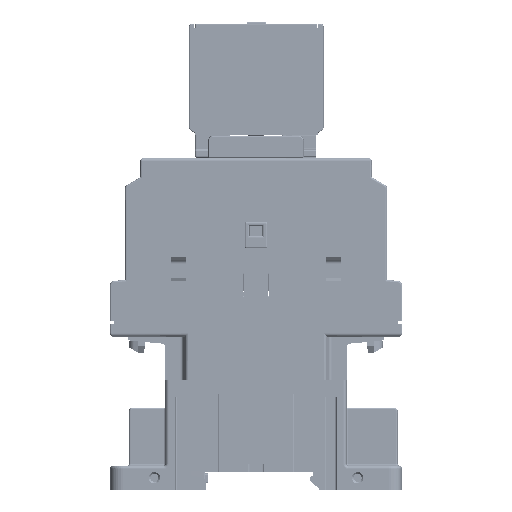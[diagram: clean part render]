
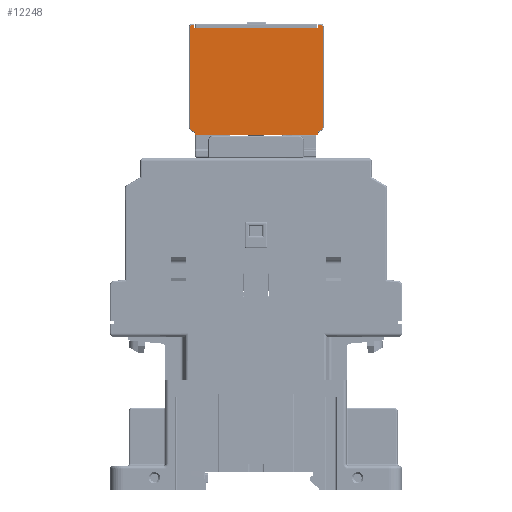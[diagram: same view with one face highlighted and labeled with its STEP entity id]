
A CAD part, left-side view. The second image highlights one B-rep face of the part: STEP entity #12248.
In plain terms, the highlighted planar face has unit normal (-1, 0, 0).
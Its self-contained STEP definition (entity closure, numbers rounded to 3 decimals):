
#5398=PLANE('',#138781);
#12248=ADVANCED_FACE('',(#19328),#5398,.F.);
#19328=FACE_OUTER_BOUND('',#25418,.T.);
#25418=EDGE_LOOP('',(#82784,#82785,#82786,#82787,#82788,#82789,#82790,#82791,
#82792,#82793,#82794,#82795,#82796,#82797,#82798,#82799));
#39334=LINE('',#222896,#53755);
#39335=LINE('',#222899,#53756);
#39336=LINE('',#222901,#53757);
#39337=LINE('',#222903,#53758);
#39338=LINE('',#222905,#53759);
#39339=LINE('',#222909,#53760);
#39340=LINE('',#222913,#53761);
#39341=LINE('',#222915,#53762);
#39342=LINE('',#222917,#53763);
#39343=LINE('',#222919,#53764);
#39344=LINE('',#222921,#53765);
#39345=LINE('',#222925,#53766);
#53755=VECTOR('',#170457,1.);
#53756=VECTOR('',#170458,1.);
#53757=VECTOR('',#170459,1.);
#53758=VECTOR('',#170460,1.);
#53759=VECTOR('',#170461,1.);
#53760=VECTOR('',#170464,1.);
#53761=VECTOR('',#170467,1.);
#53762=VECTOR('',#170468,1.);
#53763=VECTOR('',#170469,1.);
#53764=VECTOR('',#170470,1.);
#53765=VECTOR('',#170471,1.);
#53766=VECTOR('',#170474,1.);
#82784=ORIENTED_EDGE('',*,*,#122067,.F.);
#82785=ORIENTED_EDGE('',*,*,#122068,.F.);
#82786=ORIENTED_EDGE('',*,*,#122069,.F.);
#82787=ORIENTED_EDGE('',*,*,#122070,.F.);
#82788=ORIENTED_EDGE('',*,*,#122071,.F.);
#82789=ORIENTED_EDGE('',*,*,#122072,.F.);
#82790=ORIENTED_EDGE('',*,*,#122073,.F.);
#82791=ORIENTED_EDGE('',*,*,#122074,.F.);
#82792=ORIENTED_EDGE('',*,*,#122075,.F.);
#82793=ORIENTED_EDGE('',*,*,#122076,.F.);
#82794=ORIENTED_EDGE('',*,*,#122077,.F.);
#82795=ORIENTED_EDGE('',*,*,#122078,.F.);
#82796=ORIENTED_EDGE('',*,*,#122079,.F.);
#82797=ORIENTED_EDGE('',*,*,#122080,.F.);
#82798=ORIENTED_EDGE('',*,*,#122081,.F.);
#82799=ORIENTED_EDGE('',*,*,#122082,.F.);
#102347=VERTEX_POINT('',#222897);
#102348=VERTEX_POINT('',#222898);
#102349=VERTEX_POINT('',#222900);
#102350=VERTEX_POINT('',#222902);
#102351=VERTEX_POINT('',#222904);
#102352=VERTEX_POINT('',#222906);
#102353=VERTEX_POINT('',#222908);
#102354=VERTEX_POINT('',#222910);
#102355=VERTEX_POINT('',#222912);
#102356=VERTEX_POINT('',#222914);
#102357=VERTEX_POINT('',#222916);
#102358=VERTEX_POINT('',#222918);
#102359=VERTEX_POINT('',#222920);
#102360=VERTEX_POINT('',#222922);
#102361=VERTEX_POINT('',#222924);
#102362=VERTEX_POINT('',#222926);
#122067=EDGE_CURVE('',#102347,#102348,#39334,.T.);
#122068=EDGE_CURVE('',#102349,#102347,#39335,.T.);
#122069=EDGE_CURVE('',#102350,#102349,#39336,.T.);
#122070=EDGE_CURVE('',#102351,#102350,#39337,.T.);
#122071=EDGE_CURVE('',#102352,#102351,#39338,.T.);
#122072=EDGE_CURVE('',#102353,#102352,#128930,.T.);
#122073=EDGE_CURVE('',#102354,#102353,#39339,.T.);
#122074=EDGE_CURVE('',#102355,#102354,#128931,.T.);
#122075=EDGE_CURVE('',#102356,#102355,#39340,.T.);
#122076=EDGE_CURVE('',#102357,#102356,#39341,.T.);
#122077=EDGE_CURVE('',#102358,#102357,#39342,.T.);
#122078=EDGE_CURVE('',#102359,#102358,#39343,.T.);
#122079=EDGE_CURVE('',#102360,#102359,#39344,.T.);
#122080=EDGE_CURVE('',#102361,#102360,#128932,.T.);
#122081=EDGE_CURVE('',#102362,#102361,#39345,.T.);
#122082=EDGE_CURVE('',#102348,#102362,#128933,.T.);
#128930=CIRCLE('',#138777,0.7);
#128931=CIRCLE('',#138778,0.7);
#128932=CIRCLE('',#138779,0.7);
#128933=CIRCLE('',#138780,0.7);
#138777=AXIS2_PLACEMENT_3D('',#222907,#170462,#170463);
#138778=AXIS2_PLACEMENT_3D('',#222911,#170465,#170466);
#138779=AXIS2_PLACEMENT_3D('',#222923,#170472,#170473);
#138780=AXIS2_PLACEMENT_3D('',#222927,#170475,#170476);
#138781=AXIS2_PLACEMENT_3D('',#222928,#170477,#170478);
#170457=DIRECTION('',(0.,-1.,0.));
#170458=DIRECTION('',(0.,0.,1.));
#170459=DIRECTION('',(0.,-1.,0.));
#170460=DIRECTION('',(0.,0.,-1.));
#170461=DIRECTION('',(0.,-1.,0.));
#170462=DIRECTION('',(1.,0.,0.));
#170463=DIRECTION('',(0.,0.707,0.707));
#170464=DIRECTION('',(0.,0.,1.));
#170465=DIRECTION('',(1.,0.,0.));
#170466=DIRECTION('',(0.,0.866,-0.5));
#170467=DIRECTION('',(0.,0.866,0.5));
#170468=DIRECTION('',(0.,0.,1.));
#170469=DIRECTION('',(0.,1.,0.));
#170470=DIRECTION('',(0.,0.,-1.));
#170471=DIRECTION('',(0.,0.866,-0.5));
#170472=DIRECTION('',(1.,0.,0.));
#170473=DIRECTION('',(0.,-0.866,-0.5));
#170474=DIRECTION('',(0.,0.,-1.));
#170475=DIRECTION('',(1.,0.,0.));
#170476=DIRECTION('',(0.,-0.707,0.707));
#170477=DIRECTION('',(1.,0.,0.));
#170478=DIRECTION('',(0.,1.,0.));
#222896=CARTESIAN_POINT('',(-67.109,63.22,42.657));
#222897=CARTESIAN_POINT('',(-67.109,63.225,42.657));
#222898=CARTESIAN_POINT('',(-67.109,62.62,42.657));
#222899=CARTESIAN_POINT('',(-67.109,63.225,25.994));
#222900=CARTESIAN_POINT('',(-67.109,63.225,41.757));
#222901=CARTESIAN_POINT('',(-67.108,101.42,41.757));
#222902=CARTESIAN_POINT('',(-67.108,101.42,41.757));
#222903=CARTESIAN_POINT('',(-67.108,101.42,42.657));
#222904=CARTESIAN_POINT('',(-67.108,101.42,42.657));
#222905=CARTESIAN_POINT('',(-67.108,102.02,42.657));
#222906=CARTESIAN_POINT('',(-67.108,102.02,42.657));
#222907=CARTESIAN_POINT('',(-67.108,102.02,41.957));
#222908=CARTESIAN_POINT('',(-67.108,102.72,41.957));
#222909=CARTESIAN_POINT('',(-67.108,102.72,10.874));
#222910=CARTESIAN_POINT('',(-67.108,102.72,10.874));
#222911=CARTESIAN_POINT('',(-67.108,102.02,10.874));
#222912=CARTESIAN_POINT('',(-67.108,102.37,10.268));
#222913=CARTESIAN_POINT('',(-67.108,101.22,9.604));
#222914=CARTESIAN_POINT('',(-67.108,101.22,9.604));
#222915=CARTESIAN_POINT('',(-67.108,101.22,8.757));
#222916=CARTESIAN_POINT('',(-67.108,101.22,8.757));
#222917=CARTESIAN_POINT('',(-67.109,63.42,8.757));
#222918=CARTESIAN_POINT('',(-67.109,63.42,8.757));
#222919=CARTESIAN_POINT('',(-67.109,63.42,9.604));
#222920=CARTESIAN_POINT('',(-67.109,63.42,9.604));
#222921=CARTESIAN_POINT('',(-67.109,62.27,10.268));
#222922=CARTESIAN_POINT('',(-67.109,62.27,10.268));
#222923=CARTESIAN_POINT('',(-67.109,62.62,10.874));
#222924=CARTESIAN_POINT('',(-67.109,61.92,10.874));
#222925=CARTESIAN_POINT('',(-67.109,61.92,41.957));
#222926=CARTESIAN_POINT('',(-67.109,61.92,41.957));
#222927=CARTESIAN_POINT('',(-67.109,62.62,41.957));
#222928=CARTESIAN_POINT('',(-67.109,82.32,25.994));
